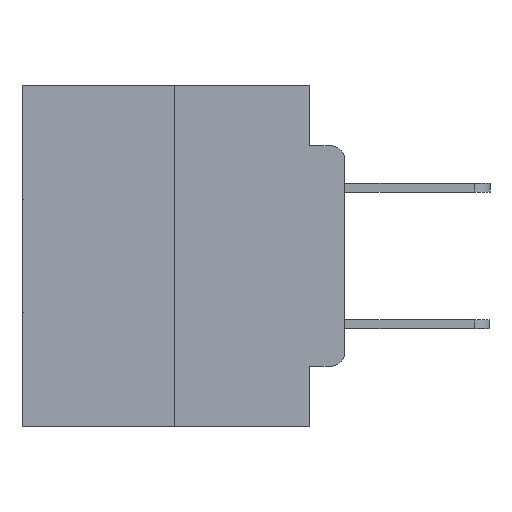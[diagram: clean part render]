
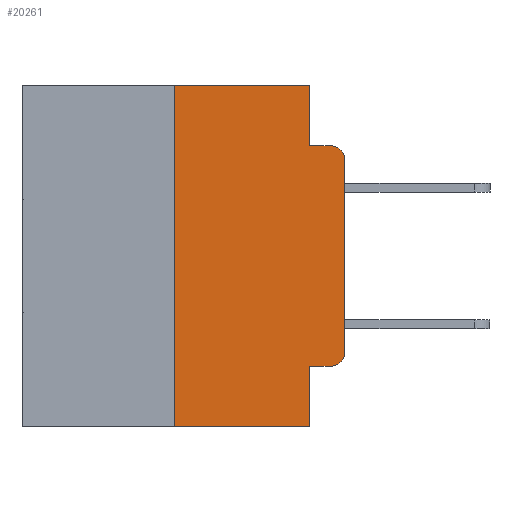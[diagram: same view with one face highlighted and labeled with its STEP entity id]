
A CAD part, left-side view. The second image highlights one B-rep face of the part: STEP entity #20261.
In plain terms, the highlighted planar face has unit normal (-1, 0, 0).
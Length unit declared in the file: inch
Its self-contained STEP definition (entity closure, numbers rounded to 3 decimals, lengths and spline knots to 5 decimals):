
#203 = ORIENTED_EDGE ( 'NONE', *, *, #13323, .F. ) ;
#537 = VERTEX_POINT ( 'NONE', #4951 ) ;
#1257 = VERTEX_POINT ( 'NONE', #24206 ) ;
#1313 = CARTESIAN_POINT ( 'NONE',  ( 0., 0.02, -0.3915 ) ) ;
#1601 = VERTEX_POINT ( 'NONE', #22371 ) ;
#1754 = DIRECTION ( 'NONE',  ( 0., -1., 0. ) ) ;
#3018 = CIRCLE ( 'NONE', #25852, 0.02 ) ;
#3511 = DIRECTION ( 'NONE',  ( 0., 0., -1. ) ) ;
#3636 = VECTOR ( 'NONE', #4254, 39.37008 ) ;
#3935 = CARTESIAN_POINT ( 'NONE',  ( 0., 0.473, 0. ) ) ;
#4053 = PLANE ( 'NONE',  #8035 ) ;
#4254 = DIRECTION ( 'NONE',  ( 0., 0., 1. ) ) ;
#4873 = FACE_OUTER_BOUND ( 'NONE', #9054, .T. ) ;
#4951 = CARTESIAN_POINT ( 'NONE',  ( 0., 0.051, -0.4115 ) ) ;
#5236 = ORIENTED_EDGE ( 'NONE', *, *, #11932, .F. ) ;
#6084 = VECTOR ( 'NONE', #17534, 39.37008 ) ;
#6267 = DIRECTION ( 'NONE',  ( 1., 0., 0. ) ) ;
#6382 = EDGE_CURVE ( 'NONE', #1257, #18148, #16515, .T. ) ;
#7630 = LINE ( 'NONE', #3935, #12495 ) ;
#8035 = AXIS2_PLACEMENT_3D ( 'NONE', #18666, #6267, #20743 ) ;
#8342 = CARTESIAN_POINT ( 'NONE',  ( 0., 0.25, 0. ) ) ;
#8570 = CIRCLE ( 'NONE', #14071, 0.02 ) ;
#8796 = CARTESIAN_POINT ( 'NONE',  ( 0., 0.051, 0. ) ) ;
#8957 = EDGE_CURVE ( 'NONE', #16360, #14767, #7630, .T. ) ;
#8975 = VERTEX_POINT ( 'NONE', #22598 ) ;
#9054 = EDGE_LOOP ( 'NONE', ( #9074, #16420, #203, #5236, #24073, #26055, #24557, #24505, #20208, #20051 ) ) ;
#9074 = ORIENTED_EDGE ( 'NONE', *, *, #6382, .T. ) ;
#9150 = EDGE_CURVE ( 'NONE', #18148, #1601, #3018, .T. ) ;
#9722 = DIRECTION ( 'NONE',  ( 0., -1., 0. ) ) ;
#10385 = LINE ( 'NONE', #22018, #15250 ) ;
#10840 = CARTESIAN_POINT ( 'NONE',  ( 0., 0.02, -0.1085 ) ) ;
#11569 = EDGE_CURVE ( 'NONE', #23587, #8975, #10385, .T. ) ;
#11571 = LINE ( 'NONE', #25718, #6084 ) ;
#11775 = CARTESIAN_POINT ( 'NONE',  ( 0., 0., -0.1085 ) ) ;
#11932 = EDGE_CURVE ( 'NONE', #14767, #19418, #18461, .T. ) ;
#12057 = VECTOR ( 'NONE', #16210, 39.37008 ) ;
#12495 = VECTOR ( 'NONE', #1754, 39.37008 ) ;
#12788 = VECTOR ( 'NONE', #14299, 39.37008 ) ;
#12920 = DIRECTION ( 'NONE',  ( 0., 0., -1. ) ) ;
#13323 = EDGE_CURVE ( 'NONE', #19418, #1601, #11571, .T. ) ;
#13994 = DIRECTION ( 'NONE',  ( 0., 0., 1. ) ) ;
#14071 = AXIS2_PLACEMENT_3D ( 'NONE', #1313, #15996, #3511 ) ;
#14091 = CARTESIAN_POINT ( 'NONE',  ( 0., 0.051, -0.4115 ) ) ;
#14299 = DIRECTION ( 'NONE',  ( 0., 0., -1. ) ) ;
#14477 = CARTESIAN_POINT ( 'NONE',  ( 0., 0.051, 0. ) ) ;
#14703 = EDGE_CURVE ( 'NONE', #537, #8975, #21853, .T. ) ;
#14767 = VERTEX_POINT ( 'NONE', #14477 ) ;
#15250 = VECTOR ( 'NONE', #9722, 39.37008 ) ;
#15996 = DIRECTION ( 'NONE',  ( -1., 0., 0. ) ) ;
#16123 = EDGE_CURVE ( 'NONE', #23587, #16360, #22137, .T. ) ;
#16210 = DIRECTION ( 'NONE',  ( 0., -1., 0. ) ) ;
#16360 = VERTEX_POINT ( 'NONE', #26634 ) ;
#16420 = ORIENTED_EDGE ( 'NONE', *, *, #9150, .T. ) ;
#16515 = LINE ( 'NONE', #19213, #21344 ) ;
#17511 = EDGE_CURVE ( 'NONE', #20011, #1257, #8570, .T. ) ;
#17534 = DIRECTION ( 'NONE',  ( 0., -1., 0. ) ) ;
#18148 = VERTEX_POINT ( 'NONE', #11775 ) ;
#18229 = LINE ( 'NONE', #14091, #12057 ) ;
#18461 = LINE ( 'NONE', #8796, #23291 ) ;
#18666 = CARTESIAN_POINT ( 'NONE',  ( 0., 0.473, 0. ) ) ;
#18883 = EDGE_CURVE ( 'NONE', #537, #20011, #18229, .T. ) ;
#19213 = CARTESIAN_POINT ( 'NONE',  ( 0., 0., 0. ) ) ;
#19418 = VERTEX_POINT ( 'NONE', #19990 ) ;
#19956 = CARTESIAN_POINT ( 'NONE',  ( 0., 0.02, -0.4115 ) ) ;
#19990 = CARTESIAN_POINT ( 'NONE',  ( 0., 0.051, -0.0885 ) ) ;
#20011 = VERTEX_POINT ( 'NONE', #19956 ) ;
#20051 = ORIENTED_EDGE ( 'NONE', *, *, #17511, .T. ) ;
#20208 = ORIENTED_EDGE ( 'NONE', *, *, #18883, .T. ) ;
#20261 = ADVANCED_FACE ( 'NONE', ( #4873 ), #4053, .F. ) ;
#20743 = DIRECTION ( 'NONE',  ( 0., 0., -1. ) ) ;
#21344 = VECTOR ( 'NONE', #13994, 39.37008 ) ;
#21853 = LINE ( 'NONE', #26630, #12788 ) ;
#22018 = CARTESIAN_POINT ( 'NONE',  ( 0., 0.473, -0.5 ) ) ;
#22137 = LINE ( 'NONE', #8342, #3636 ) ;
#22371 = CARTESIAN_POINT ( 'NONE',  ( 0., 0.02, -0.0885 ) ) ;
#22598 = CARTESIAN_POINT ( 'NONE',  ( 0., 0.051, -0.5 ) ) ;
#23209 = CARTESIAN_POINT ( 'NONE',  ( 0., 0.25, -0.5 ) ) ;
#23291 = VECTOR ( 'NONE', #25230, 39.37008 ) ;
#23587 = VERTEX_POINT ( 'NONE', #23209 ) ;
#24073 = ORIENTED_EDGE ( 'NONE', *, *, #8957, .F. ) ;
#24206 = CARTESIAN_POINT ( 'NONE',  ( 0., 0., -0.3915 ) ) ;
#24505 = ORIENTED_EDGE ( 'NONE', *, *, #14703, .F. ) ;
#24557 = ORIENTED_EDGE ( 'NONE', *, *, #11569, .T. ) ;
#25230 = DIRECTION ( 'NONE',  ( 0., 0., -1. ) ) ;
#25294 = DIRECTION ( 'NONE',  ( -1., 0., 0. ) ) ;
#25718 = CARTESIAN_POINT ( 'NONE',  ( 0., 0.051, -0.0885 ) ) ;
#25852 = AXIS2_PLACEMENT_3D ( 'NONE', #10840, #25294, #12920 ) ;
#26055 = ORIENTED_EDGE ( 'NONE', *, *, #16123, .F. ) ;
#26630 = CARTESIAN_POINT ( 'NONE',  ( 0., 0.051, 0. ) ) ;
#26634 = CARTESIAN_POINT ( 'NONE',  ( 0., 0.25, 0. ) ) ;
